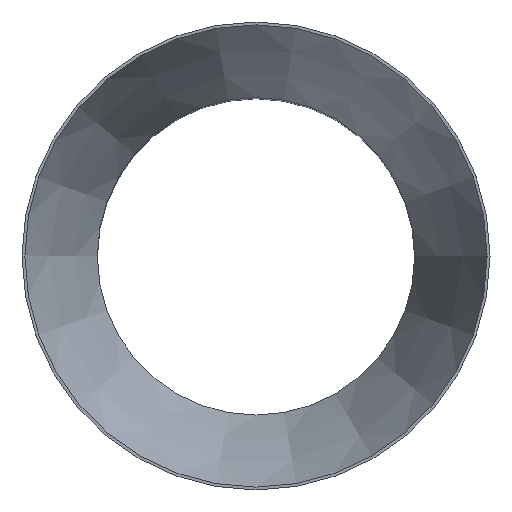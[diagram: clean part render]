
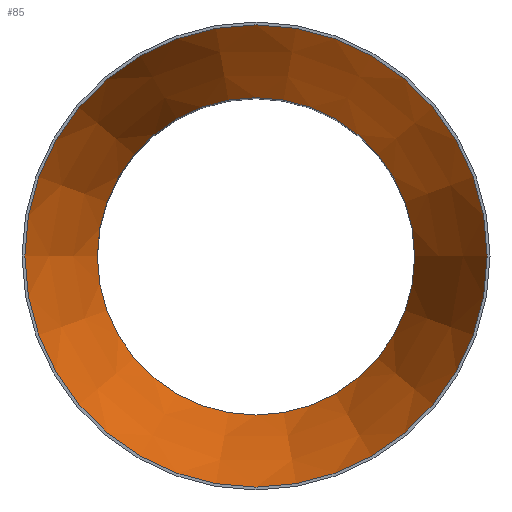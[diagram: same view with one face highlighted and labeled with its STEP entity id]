
A CAD part, top view. The second image highlights one B-rep face of the part: STEP entity #85.
In plain terms, the highlighted conical face has half-angle 20.556 degrees and reference radius 230.079 mm.
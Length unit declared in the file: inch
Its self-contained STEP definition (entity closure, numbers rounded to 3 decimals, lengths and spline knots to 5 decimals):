
#15=CONICAL_SURFACE('',#104,9.05825,20.556);
#22=FACE_BOUND('',#39,.T.);
#28=FACE_OUTER_BOUND('',#38,.T.);
#38=EDGE_LOOP('',(#68));
#39=EDGE_LOOP('',(#69));
#46=CIRCLE('',#103,10.7415);
#47=CIRCLE('',#105,7.375);
#52=VERTEX_POINT('',#146);
#53=VERTEX_POINT('',#149);
#58=EDGE_CURVE('',#52,#52,#46,.T.);
#59=EDGE_CURVE('',#53,#53,#47,.T.);
#68=ORIENTED_EDGE('',*,*,#58,.T.);
#69=ORIENTED_EDGE('',*,*,#59,.F.);
#85=ADVANCED_FACE('',(#28,#22),#15,.F.);
#103=AXIS2_PLACEMENT_3D('',#147,#125,#126);
#104=AXIS2_PLACEMENT_3D('',#148,#127,#128);
#105=AXIS2_PLACEMENT_3D('',#150,#129,#130);
#125=DIRECTION('center_axis',(0.,0.,1.));
#126=DIRECTION('ref_axis',(-1.,0.,0.));
#127=DIRECTION('center_axis',(0.,0.,1.));
#128=DIRECTION('ref_axis',(1.,0.,0.));
#129=DIRECTION('center_axis',(0.,0.,1.));
#130=DIRECTION('ref_axis',(-1.,0.,0.));
#146=CARTESIAN_POINT('',(-14.63304,0.,98.));
#147=CARTESIAN_POINT('Origin',(-3.89154,0.,98.));
#148=CARTESIAN_POINT('Origin',(-3.89154,0.,93.51133));
#149=CARTESIAN_POINT('',(-11.26654,0.,89.02267));
#150=CARTESIAN_POINT('Origin',(-3.89154,0.,89.02267));
